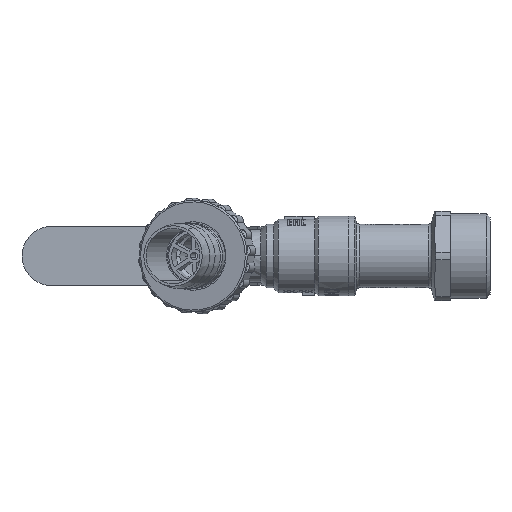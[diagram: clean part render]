
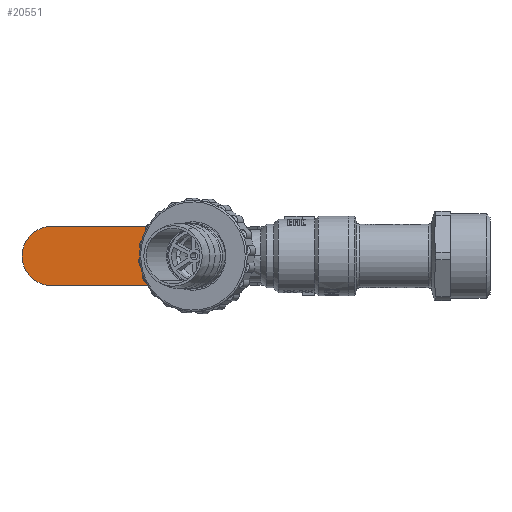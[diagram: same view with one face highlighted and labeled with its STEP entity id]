
A CAD part, front view. The second image highlights one B-rep face of the part: STEP entity #20551.
In plain terms, the highlighted planar face has unit normal (0, -1, 0).
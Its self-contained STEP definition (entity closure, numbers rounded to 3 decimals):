
#3393 = CARTESIAN_POINT ( 'NONE',  ( 80.75, 12.99, -9.26 ) ) ;
#4328 = EDGE_CURVE ( 'NONE', #4446, #26705, #9423, .T. ) ;
#4446 = VERTEX_POINT ( 'NONE', #36030 ) ;
#6100 = ORIENTED_EDGE ( 'NONE', *, *, #41724, .F. ) ;
#6748 = CIRCLE ( 'NONE', #33701, 9.26 ) ;
#7637 = FACE_OUTER_BOUND ( 'NONE', #11518, .T. ) ;
#9423 = LINE ( 'NONE', #39411, #59614 ) ;
#11518 = EDGE_LOOP ( 'NONE', ( #37333, #6100, #45712, #47923 ) ) ;
#14895 = DIRECTION ( 'NONE',  ( 0., 1., 0. ) ) ;
#18113 = VECTOR ( 'NONE', #26482, 1000. ) ;
#19032 = LINE ( 'NONE', #22287, #23643 ) ;
#20551 = ADVANCED_FACE ( 'NONE', ( #7637 ), #48405, .F. ) ;
#21639 = CARTESIAN_POINT ( 'NONE',  ( 30.5, 12.99, -9.26 ) ) ;
#22287 = CARTESIAN_POINT ( 'NONE',  ( 32.985, 12.99, 50. ) ) ;
#22337 = EDGE_CURVE ( 'NONE', #37683, #41719, #32565, .T. ) ;
#23643 = VECTOR ( 'NONE', #51309, 1000. ) ;
#26482 = DIRECTION ( 'NONE',  ( -1., 0., 0. ) ) ;
#26705 = VERTEX_POINT ( 'NONE', #48759 ) ;
#27327 = DIRECTION ( 'NONE',  ( 0., 1., 0. ) ) ;
#30949 = CARTESIAN_POINT ( 'NONE',  ( 32.985, 12.99, -9.26 ) ) ;
#32565 = LINE ( 'NONE', #21639, #18113 ) ;
#33701 = AXIS2_PLACEMENT_3D ( 'NONE', #56397, #27327, #61316 ) ;
#36030 = CARTESIAN_POINT ( 'NONE',  ( 32.985, 12.99, 9.26 ) ) ;
#37333 = ORIENTED_EDGE ( 'NONE', *, *, #22337, .F. ) ;
#37683 = VERTEX_POINT ( 'NONE', #3393 ) ;
#39411 = CARTESIAN_POINT ( 'NONE',  ( 30.5, 12.99, 9.26 ) ) ;
#40020 = AXIS2_PLACEMENT_3D ( 'NONE', #43919, #14895, #48834 ) ;
#41719 = VERTEX_POINT ( 'NONE', #30949 ) ;
#41724 = EDGE_CURVE ( 'NONE', #26705, #37683, #6748, .T. ) ;
#43919 = CARTESIAN_POINT ( 'NONE',  ( 30.5, 12.99, 50. ) ) ;
#44249 = DIRECTION ( 'NONE',  ( 1., 0., 0. ) ) ;
#45712 = ORIENTED_EDGE ( 'NONE', *, *, #4328, .F. ) ;
#47923 = ORIENTED_EDGE ( 'NONE', *, *, #57079, .T. ) ;
#48405 = PLANE ( 'NONE',  #40020 ) ;
#48759 = CARTESIAN_POINT ( 'NONE',  ( 80.75, 12.99, 9.26 ) ) ;
#48834 = DIRECTION ( 'NONE',  ( 0., 0., 1. ) ) ;
#51309 = DIRECTION ( 'NONE',  ( 0., 0., -1. ) ) ;
#56397 = CARTESIAN_POINT ( 'NONE',  ( 80.75, 12.99, 0. ) ) ;
#57079 = EDGE_CURVE ( 'NONE', #4446, #41719, #19032, .T. ) ;
#59614 = VECTOR ( 'NONE', #44249, 1000. ) ;
#61316 = DIRECTION ( 'NONE',  ( 0., 0., 1. ) ) ;
